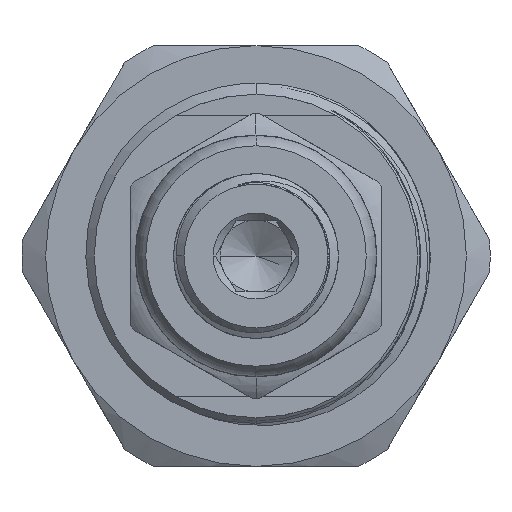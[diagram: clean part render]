
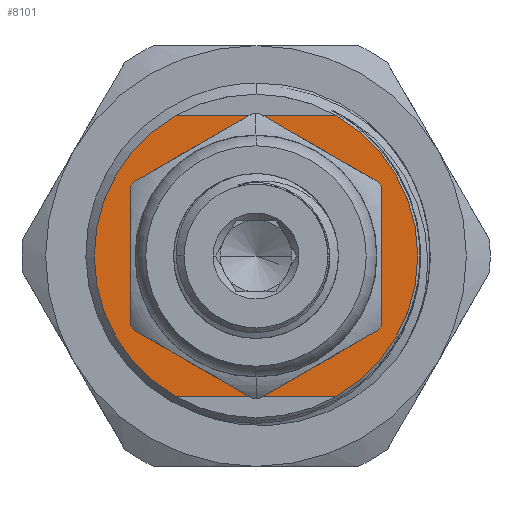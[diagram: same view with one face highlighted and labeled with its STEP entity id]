
A CAD part, left-side view. The second image highlights one B-rep face of the part: STEP entity #8101.
In plain terms, the highlighted planar face has unit normal (-1, 0, 0).
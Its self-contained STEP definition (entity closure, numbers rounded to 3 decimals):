
#231 = FACE_BOUND ( 'NONE', #4587, .T. ) ;
#234 = FACE_OUTER_BOUND ( 'NONE', #1183, .T. ) ;
#348 = VECTOR ( 'NONE', #7434, 1000. ) ;
#354 = LINE ( 'NONE', #7241, #348 ) ;
#359 = CIRCLE ( 'NONE', #806, 9.225 ) ;
#360 = VECTOR ( 'NONE', #3588, 1000. ) ;
#362 = LINE ( 'NONE', #3580, #360 ) ;
#365 = CIRCLE ( 'NONE', #985, 6.875 ) ;
#395 = CIRCLE ( 'NONE', #976, 6.875 ) ;
#743 = AXIS2_PLACEMENT_3D ( 'NONE', #3568, #3468, #3434 ) ;
#759 = ORIENTED_EDGE ( 'NONE', *, *, #4418, .F. ) ;
#767 = ORIENTED_EDGE ( 'NONE', *, *, #4389, .T. ) ;
#780 = ORIENTED_EDGE ( 'NONE', *, *, #11586, .T. ) ;
#806 = AXIS2_PLACEMENT_3D ( 'NONE', #3661, #3662, #3663 ) ;
#816 = ORIENTED_EDGE ( 'NONE', *, *, #4431, .F. ) ;
#826 = ORIENTED_EDGE ( 'NONE', *, *, #4417, .T. ) ;
#895 = ORIENTED_EDGE ( 'NONE', *, *, #4421, .T. ) ;
#976 = AXIS2_PLACEMENT_3D ( 'NONE', #5531, #5490, #5488 ) ;
#985 = AXIS2_PLACEMENT_3D ( 'NONE', #3612, #3614, #3618 ) ;
#1183 = EDGE_LOOP ( 'NONE', ( #816, #895, #759, #780 ) ) ;
#3434 = DIRECTION ( 'NONE',  ( 0., 0., -1. ) ) ;
#3452 = PLANE ( 'NONE',  #743 ) ;
#3468 = DIRECTION ( 'NONE',  ( -1., 0., 0. ) ) ;
#3568 = CARTESIAN_POINT ( 'NONE',  ( -5.75, 0., 0. ) ) ;
#3580 = CARTESIAN_POINT ( 'NONE',  ( -5.75, 0., -8. ) ) ;
#3588 = DIRECTION ( 'NONE',  ( 0., 1., 0. ) ) ;
#3612 = CARTESIAN_POINT ( 'NONE',  ( -5.75, 0., 0. ) ) ;
#3614 = DIRECTION ( 'NONE',  ( 1., 0., 0. ) ) ;
#3618 = DIRECTION ( 'NONE',  ( 0., 0., -1. ) ) ;
#3661 = CARTESIAN_POINT ( 'NONE',  ( -5.75, 0., 0. ) ) ;
#3662 = DIRECTION ( 'NONE',  ( -1., 0., 0. ) ) ;
#3663 = DIRECTION ( 'NONE',  ( 0., 0., -1. ) ) ;
#3766 = AXIS2_PLACEMENT_3D ( 'NONE', #6989, #6990, #6991 ) ;
#3855 = VERTEX_POINT ( 'NONE', #7572 ) ;
#4205 = VERTEX_POINT ( 'NONE', #7517 ) ;
#4389 = EDGE_CURVE ( 'NONE', #11182, #11167, #395, .T. ) ;
#4417 = EDGE_CURVE ( 'NONE', #11167, #11182, #365, .T. ) ;
#4418 = EDGE_CURVE ( 'NONE', #11043, #4205, #362, .T. ) ;
#4421 = EDGE_CURVE ( 'NONE', #3855, #4205, #359, .T. ) ;
#4431 = EDGE_CURVE ( 'NONE', #3855, #11058, #354, .T. ) ;
#4587 = EDGE_LOOP ( 'NONE', ( #826, #767 ) ) ;
#5488 = DIRECTION ( 'NONE',  ( 0., 0., -1. ) ) ;
#5490 = DIRECTION ( 'NONE',  ( 1., 0., 0. ) ) ;
#5531 = CARTESIAN_POINT ( 'NONE',  ( -5.75, 0., 0. ) ) ;
#6790 = CARTESIAN_POINT ( 'NONE',  ( -5.75, -4.594, -8. ) ) ;
#6805 = CARTESIAN_POINT ( 'NONE',  ( -5.75, -4.594, 8. ) ) ;
#6901 = CARTESIAN_POINT ( 'NONE',  ( -5.75, 0., 6.875 ) ) ;
#6916 = CARTESIAN_POINT ( 'NONE',  ( -5.75, 0., -6.875 ) ) ;
#6989 = CARTESIAN_POINT ( 'NONE',  ( -5.75, 0., 0. ) ) ;
#6990 = DIRECTION ( 'NONE',  ( -1., 0., 0. ) ) ;
#6991 = DIRECTION ( 'NONE',  ( 0., 0., -1. ) ) ;
#7241 = CARTESIAN_POINT ( 'NONE',  ( -5.75, 0., 8. ) ) ;
#7434 = DIRECTION ( 'NONE',  ( 0., -1., 0. ) ) ;
#7517 = CARTESIAN_POINT ( 'NONE',  ( -5.75, 4.594, -8. ) ) ;
#7572 = CARTESIAN_POINT ( 'NONE',  ( -5.75, 4.594, 8. ) ) ;
#8101 = ADVANCED_FACE ( 'NONE', ( #234, #231 ), #3452, .T. ) ;
#8654 = CIRCLE ( 'NONE', #3766, 9.225 ) ;
#11043 = VERTEX_POINT ( 'NONE', #6790 ) ;
#11058 = VERTEX_POINT ( 'NONE', #6805 ) ;
#11167 = VERTEX_POINT ( 'NONE', #6901 ) ;
#11182 = VERTEX_POINT ( 'NONE', #6916 ) ;
#11586 = EDGE_CURVE ( 'NONE', #11043, #11058, #8654, .T. ) ;
